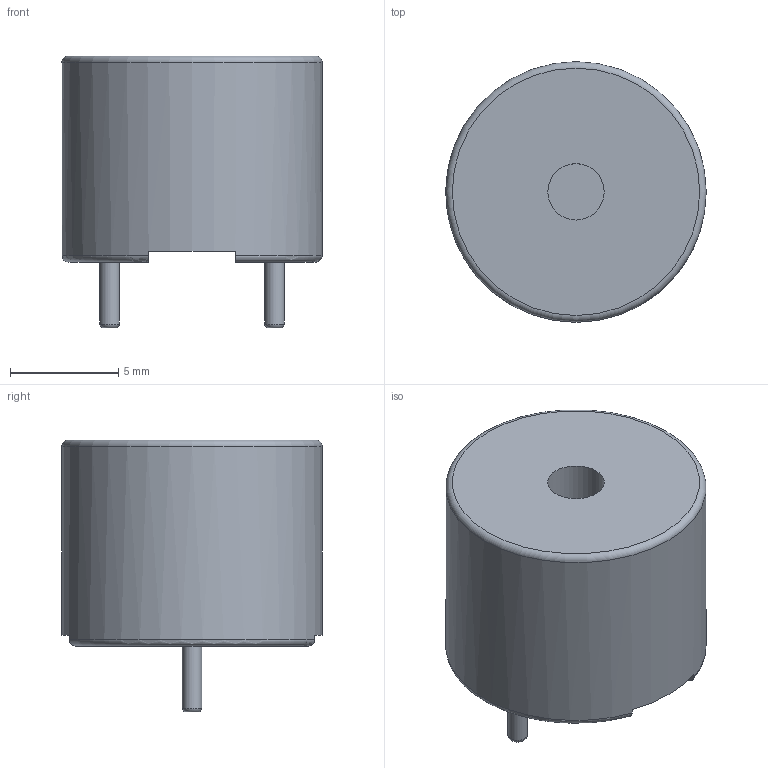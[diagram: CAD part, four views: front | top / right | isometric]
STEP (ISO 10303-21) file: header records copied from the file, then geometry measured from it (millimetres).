
FILE_DESCRIPTION(/* description */ ('model of MagneticBuzzer_ProSignal_ABI-009-RC'),/* implementation_level */ '2;1');
FILE_NAME(/* name */ 'MagneticBuzzer_ProSignal_ABI-009-RC.step',/* time_stamp */ '2018-11-19T23:46:38',/* author */ ('kicad StepUp','ksu'),/* organization */ ('FreeCAD'),/* preprocessor_version */ 'OCC',/* originating_system */ 'kicad StepUp',/* authorisation */ '');
FILE_SCHEMA(('AUTOMOTIVE_DESIGN { 1 0 10303 214 1 1 1 1 }'));
Length unit declared in the file: millimetre
Products named in the file (1): MagneticBuzzer_ProSignal_ABI_009_RC
Bounding box: 12 x 12 x 12.53 mm (x, y, z)
Volume: 1042.8 mm3; surface area: 615.8 mm2
Topology: 1 solids, 1 shells, 19 faces, 38 edges, 24 vertices
Faces by surface type: plane 9, torus 6, cylinder 4
Full cylindrical faces by diameter (mm): 0.9 x2, 2.6 x1, 12 x1
Entity records: 442 total; most frequent: CARTESIAN_POINT 99, ORIENTED_EDGE 59, EDGE_CURVE 38, AXIS2_PLACEMENT_3D 33, DIRECTION 25, VERTEX_POINT 24, FACE_BOUND 22, EDGE_LOOP 22
